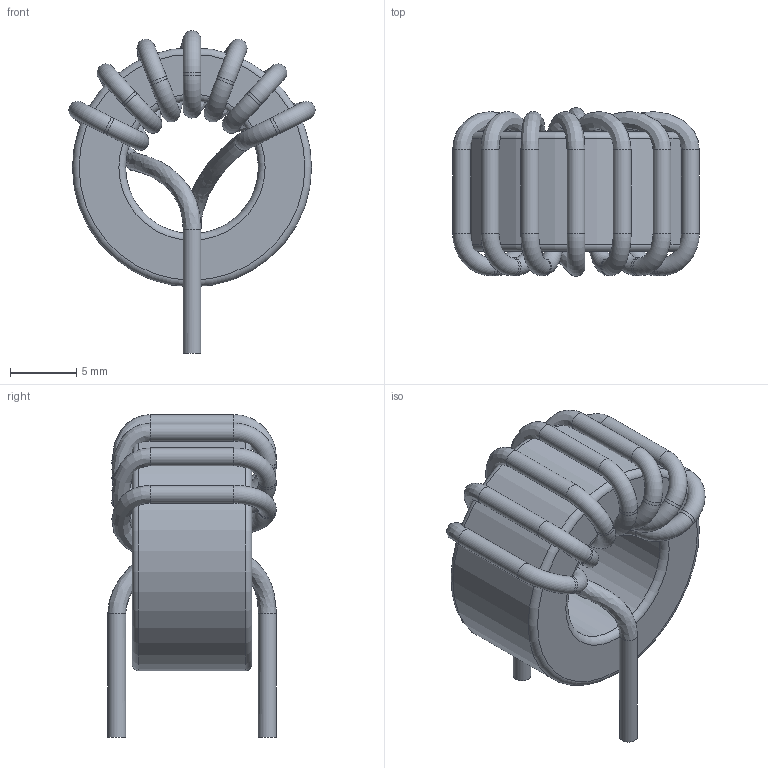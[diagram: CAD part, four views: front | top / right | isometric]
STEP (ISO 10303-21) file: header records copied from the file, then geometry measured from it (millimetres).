
FILE_DESCRIPTION(/* description */ ('Unknown'),/* implementation_level */ '2;1');
FILE_NAME(/* name */ 'HM53-001R1VLF',/* time_stamp */ '2021-12-21T10:52:31+08:00',/* author */ ('Unknown'),/* organization */ ('Unknown'),/* preprocessor_version */ 'ST-DEVELOPER v16.7',/* originating_system */ 'Solid Edge',/* authorisation */ 'Unknown');
FILE_SCHEMA (('AUTOMOTIVE_DESIGN {1 0 10303 214 3 1 1}'));
Length unit declared in the file: millimetre
Products named in the file (1): HM53-001R1VLF
Bounding box: 18.54 x 12.67 x 24.28 mm (x, y, z)
Volume: 1916.1 mm3; surface area: 2122.4 mm2
Topology: 2 solids, 2 shells, 55 faces, 113 edges, 62 vertices
Faces by surface type: cylinder 24, torus 18, bspline 9, plane 4
Full cylindrical faces by diameter (mm): 1.35 x22, 10 x1, 18 x1
Entity records: 3064 total; most frequent: CARTESIAN_POINT 1807, DIRECTION 202, ORIENTED_EDGE 108, EDGE_LOOP 108, FACE_BOUND 108, AXIS2_PLACEMENT_3D 101, ADVANCED_FACE 55, EDGE_CURVE 54
